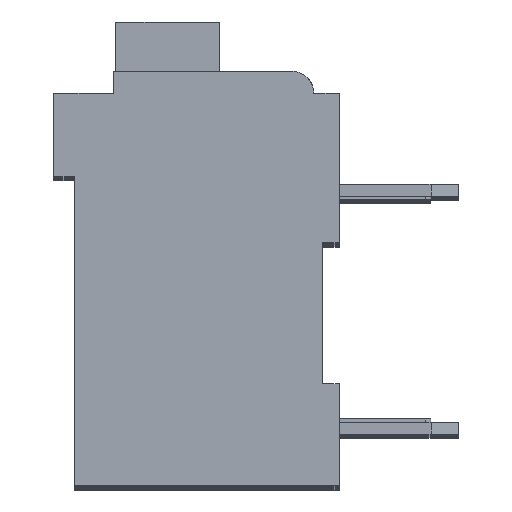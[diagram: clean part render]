
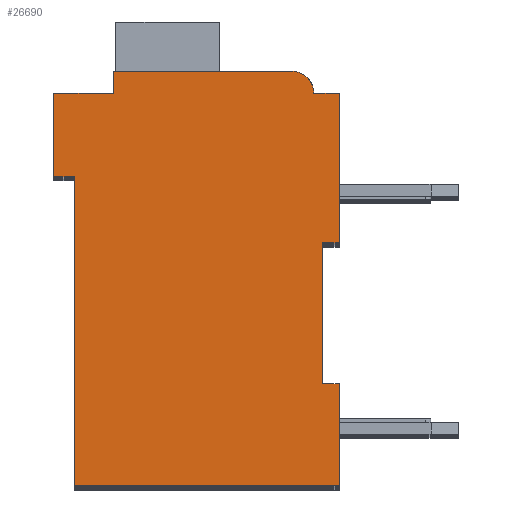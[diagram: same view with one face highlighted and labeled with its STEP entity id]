
A CAD part, top view. The second image highlights one B-rep face of the part: STEP entity #26690.
In plain terms, the highlighted planar face has unit normal (0, 0, 1).
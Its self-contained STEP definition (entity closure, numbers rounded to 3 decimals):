
#2994=DIRECTION('',(1.,0.,0.));
#2995=VECTOR('',#2994,0.5);
#2996=CARTESIAN_POINT('',(7.3,7.15,2.1));
#2997=LINE('',#2996,#2995);
#2998=DIRECTION('',(0.,1.,0.));
#2999=VECTOR('',#2998,4.15);
#3000=CARTESIAN_POINT('',(7.3,3.,2.1));
#3001=LINE('',#3000,#2999);
#3002=DIRECTION('',(-1.,0.,0.));
#3003=VECTOR('',#3002,0.5);
#3004=CARTESIAN_POINT('',(7.8,3.,2.1));
#3005=LINE('',#3004,#3003);
#3006=DIRECTION('',(0.,1.,0.));
#3007=VECTOR('',#3006,3.);
#3008=CARTESIAN_POINT('',(7.8,0.,2.1));
#3009=LINE('',#3008,#3007);
#3010=DIRECTION('',(1.,0.,0.));
#3011=VECTOR('',#3010,7.8);
#3012=CARTESIAN_POINT('',(0.,0.,2.1));
#3013=LINE('',#3012,#3011);
#3014=DIRECTION('',(0.,-1.,0.));
#3015=VECTOR('',#3014,9.1);
#3016=CARTESIAN_POINT('',(0.,9.1,2.1));
#3017=LINE('',#3016,#3015);
#3018=DIRECTION('',(1.,0.,0.));
#3019=VECTOR('',#3018,0.6);
#3020=CARTESIAN_POINT('',(-0.6,9.1,2.1));
#3021=LINE('',#3020,#3019);
#3022=DIRECTION('',(0.,-1.,0.));
#3023=VECTOR('',#3022,2.45);
#3024=CARTESIAN_POINT('',(-0.6,11.55,2.1));
#3025=LINE('',#3024,#3023);
#3026=DIRECTION('',(-1.,0.,0.));
#3027=VECTOR('',#3026,1.75);
#3028=CARTESIAN_POINT('',(1.15,11.55,2.1));
#3029=LINE('',#3028,#3027);
#3030=DIRECTION('',(0.,-1.,0.));
#3031=VECTOR('',#3030,0.65);
#3032=CARTESIAN_POINT('',(1.15,12.2,2.1));
#3033=LINE('',#3032,#3031);
#3034=DIRECTION('',(-1.,0.,0.));
#3035=VECTOR('',#3034,5.25);
#3036=CARTESIAN_POINT('',(6.4,12.2,2.1));
#3037=LINE('',#3036,#3035);
#3038=CARTESIAN_POINT('',(6.4,11.55,2.1));
#3039=DIRECTION('',(0.,0.,1.));
#3040=DIRECTION('',(1.,0.,0.));
#3041=AXIS2_PLACEMENT_3D('',#3038,#3039,#3040);
#3043=DIRECTION('',(-1.,0.,0.));
#3044=VECTOR('',#3043,0.75);
#3045=CARTESIAN_POINT('',(7.8,11.55,2.1));
#3046=LINE('',#3045,#3044);
#3047=DIRECTION('',(0.,1.,0.));
#3048=VECTOR('',#3047,4.4);
#3049=CARTESIAN_POINT('',(7.8,7.15,2.1));
#3050=LINE('',#3049,#3048);
#18531=CARTESIAN_POINT('',(7.3,7.15,2.1));
#18532=CARTESIAN_POINT('',(7.8,7.15,2.1));
#18533=VERTEX_POINT('',#18531);
#18534=VERTEX_POINT('',#18532);
#18535=CARTESIAN_POINT('',(7.8,11.55,2.1));
#18536=VERTEX_POINT('',#18535);
#18537=CARTESIAN_POINT('',(7.05,11.55,2.1));
#18538=VERTEX_POINT('',#18537);
#18539=CARTESIAN_POINT('',(6.4,12.2,2.1));
#18540=VERTEX_POINT('',#18539);
#18541=CARTESIAN_POINT('',(1.15,12.2,2.1));
#18542=VERTEX_POINT('',#18541);
#18543=CARTESIAN_POINT('',(1.15,11.55,2.1));
#18544=VERTEX_POINT('',#18543);
#18545=CARTESIAN_POINT('',(-0.6,11.55,2.1));
#18546=VERTEX_POINT('',#18545);
#18547=CARTESIAN_POINT('',(-0.6,9.1,2.1));
#18548=VERTEX_POINT('',#18547);
#18549=CARTESIAN_POINT('',(0.,9.1,2.1));
#18550=VERTEX_POINT('',#18549);
#18551=CARTESIAN_POINT('',(0.,0.,2.1));
#18552=VERTEX_POINT('',#18551);
#18553=CARTESIAN_POINT('',(7.8,0.,2.1));
#18554=VERTEX_POINT('',#18553);
#18555=CARTESIAN_POINT('',(7.8,3.,2.1));
#18556=VERTEX_POINT('',#18555);
#18557=CARTESIAN_POINT('',(7.3,3.,2.1));
#18558=VERTEX_POINT('',#18557);
#26660=CARTESIAN_POINT('',(0.,0.,2.1));
#26661=DIRECTION('',(0.,0.,1.));
#26662=DIRECTION('',(1.,0.,0.));
#26663=AXIS2_PLACEMENT_3D('',#26660,#26661,#26662);
#26664=PLANE('',#26663);
#26665=ORIENTED_EDGE('',*,*,#24364,.F.);
#26666=ORIENTED_EDGE('',*,*,#25287,.F.);
#26668=ORIENTED_EDGE('',*,*,#26667,.F.);
#26670=ORIENTED_EDGE('',*,*,#26669,.F.);
#26671=ORIENTED_EDGE('',*,*,#26197,.F.);
#26672=ORIENTED_EDGE('',*,*,#26026,.F.);
#26674=ORIENTED_EDGE('',*,*,#26673,.F.);
#26676=ORIENTED_EDGE('',*,*,#26675,.F.);
#26678=ORIENTED_EDGE('',*,*,#26677,.F.);
#26680=ORIENTED_EDGE('',*,*,#26679,.F.);
#26682=ORIENTED_EDGE('',*,*,#26681,.F.);
#26684=ORIENTED_EDGE('',*,*,#26683,.F.);
#26686=ORIENTED_EDGE('',*,*,#26685,.F.);
#26687=ORIENTED_EDGE('',*,*,#24863,.F.);
#26688=EDGE_LOOP('',(#26665,#26666,#26668,#26670,#26671,#26672,#26674,#26676,
#26678,#26680,#26682,#26684,#26686,#26687));
#26689=FACE_OUTER_BOUND('',#26688,.F.);
#3042=CIRCLE('',#3041,0.65);
#24364=EDGE_CURVE('',#18533,#18534,#2997,.T.);
#24863=EDGE_CURVE('',#18534,#18536,#3050,.T.);
#25287=EDGE_CURVE('',#18558,#18533,#3001,.T.);
#26026=EDGE_CURVE('',#18550,#18552,#3017,.T.);
#26197=EDGE_CURVE('',#18552,#18554,#3013,.T.);
#26667=EDGE_CURVE('',#18556,#18558,#3005,.T.);
#26669=EDGE_CURVE('',#18554,#18556,#3009,.T.);
#26673=EDGE_CURVE('',#18548,#18550,#3021,.T.);
#26675=EDGE_CURVE('',#18546,#18548,#3025,.T.);
#26677=EDGE_CURVE('',#18544,#18546,#3029,.T.);
#26679=EDGE_CURVE('',#18542,#18544,#3033,.T.);
#26681=EDGE_CURVE('',#18540,#18542,#3037,.T.);
#26683=EDGE_CURVE('',#18538,#18540,#3042,.T.);
#26685=EDGE_CURVE('',#18536,#18538,#3046,.T.);
#26690=ADVANCED_FACE('',(#26689),#26664,.T.);
